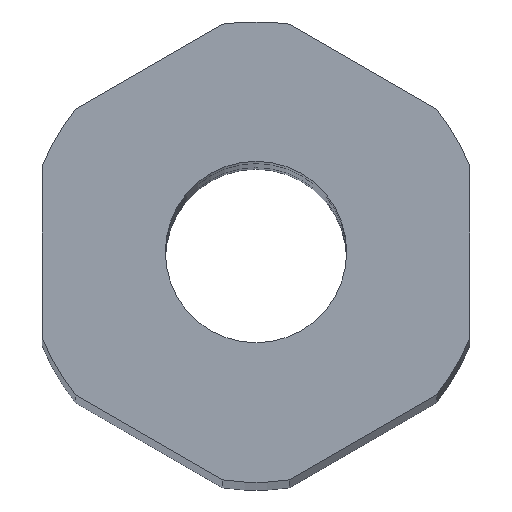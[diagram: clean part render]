
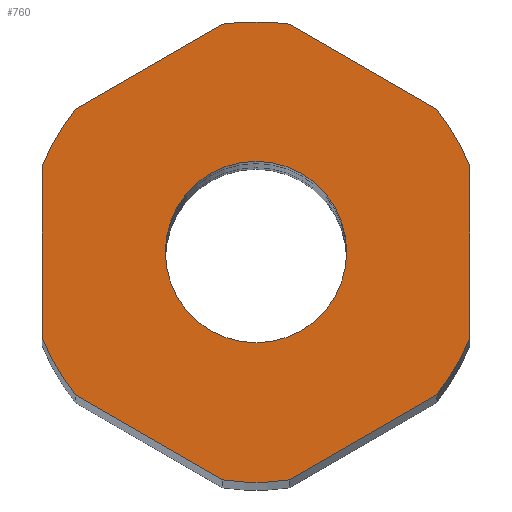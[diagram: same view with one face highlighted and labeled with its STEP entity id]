
A CAD part, top view. The second image highlights one B-rep face of the part: STEP entity #760.
In plain terms, the highlighted planar face has unit normal (0, 0, 1).
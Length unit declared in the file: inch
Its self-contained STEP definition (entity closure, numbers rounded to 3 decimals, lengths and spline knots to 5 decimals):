
#3 = DIRECTION ( 'NONE',  ( 0., 1., 0. ) ) ;
#12 = ORIENTED_EDGE ( 'NONE', *, *, #718, .T. ) ;
#17 = VERTEX_POINT ( 'NONE', #393 ) ;
#18 = VERTEX_POINT ( 'NONE', #95 ) ;
#20 = CARTESIAN_POINT ( 'NONE',  ( 0., 0., 2. ) ) ;
#21 = AXIS2_PLACEMENT_3D ( 'NONE', #289, #543, #124 ) ;
#28 = ORIENTED_EDGE ( 'NONE', *, *, #353, .T. ) ;
#44 = DIRECTION ( 'NONE',  ( 0., 0., 1. ) ) ;
#49 = CIRCLE ( 'NONE', #710, 0.20177 ) ;
#52 = FACE_OUTER_BOUND ( 'NONE', #164, .T. ) ;
#64 = CARTESIAN_POINT ( 'NONE',  ( 0.1875, -0.07454, 2. ) ) ;
#78 = EDGE_CURVE ( 'NONE', #252, #709, #376, .T. ) ;
#89 = ORIENTED_EDGE ( 'NONE', *, *, #183, .T. ) ;
#91 = CARTESIAN_POINT ( 'NONE',  ( -0.09375, 0.16238, 2. ) ) ;
#92 = EDGE_CURVE ( 'NONE', #139, #18, #706, .T. ) ;
#95 = CARTESIAN_POINT ( 'NONE',  ( -0.1875, -0.07454, 2. ) ) ;
#105 = CARTESIAN_POINT ( 'NONE',  ( -0.1875, 0., 2. ) ) ;
#106 = ORIENTED_EDGE ( 'NONE', *, *, #138, .T. ) ;
#122 = EDGE_CURVE ( 'NONE', #752, #402, #431, .T. ) ;
#124 = DIRECTION ( 'NONE',  ( 1., 0., 0. ) ) ;
#128 = LINE ( 'NONE', #130, #723 ) ;
#130 = CARTESIAN_POINT ( 'NONE',  ( 0.09375, 0.16238, 2. ) ) ;
#135 = VECTOR ( 'NONE', #698, 39.37008 ) ;
#138 = EDGE_CURVE ( 'NONE', #464, #139, #741, .T. ) ;
#139 = VERTEX_POINT ( 'NONE', #751 ) ;
#143 = CARTESIAN_POINT ( 'NONE',  ( -0.1583, 0.12511, 2. ) ) ;
#153 = DIRECTION ( 'NONE',  ( 0., -1., 0. ) ) ;
#162 = AXIS2_PLACEMENT_3D ( 'NONE', #365, #248, #495 ) ;
#164 = EDGE_LOOP ( 'NONE', ( #229, #758, #28, #89, #714, #106, #413, #12, #530, #196, #638, #317 ) ) ;
#169 = LINE ( 'NONE', #416, #224 ) ;
#172 = CARTESIAN_POINT ( 'NONE',  ( 0.1583, 0.12511, 2. ) ) ;
#180 = VERTEX_POINT ( 'NONE', #726 ) ;
#181 = CARTESIAN_POINT ( 'NONE',  ( -0.09375, -0.16238, 2. ) ) ;
#183 = EDGE_CURVE ( 'NONE', #423, #585, #310, .T. ) ;
#196 = ORIENTED_EDGE ( 'NONE', *, *, #122, .T. ) ;
#199 = CARTESIAN_POINT ( 'NONE',  ( 0.0292, 0.19965, 2. ) ) ;
#210 = CIRCLE ( 'NONE', #631, 0.20177 ) ;
#218 = EDGE_CURVE ( 'NONE', #180, #752, #720, .T. ) ;
#219 = DIRECTION ( 'NONE',  ( 0., 0., 1. ) ) ;
#222 = VECTOR ( 'NONE', #153, 39.37008 ) ;
#224 = VECTOR ( 'NONE', #657, 39.37008 ) ;
#229 = ORIENTED_EDGE ( 'NONE', *, *, #371, .T. ) ;
#236 = CIRCLE ( 'NONE', #162, 0.0795 ) ;
#248 = DIRECTION ( 'NONE',  ( 0., 0., 1. ) ) ;
#252 = VERTEX_POINT ( 'NONE', #362 ) ;
#258 = DIRECTION ( 'NONE',  ( 0., 0., 1. ) ) ;
#265 = DIRECTION ( 'NONE',  ( 1., 0., 0. ) ) ;
#266 = DIRECTION ( 'NONE',  ( 0., 0., 1. ) ) ;
#274 = EDGE_CURVE ( 'NONE', #402, #315, #169, .T. ) ;
#288 = PLANE ( 'NONE',  #648 ) ;
#289 = CARTESIAN_POINT ( 'NONE',  ( 0., 0., 2. ) ) ;
#310 = CIRCLE ( 'NONE', #21, 0.20177 ) ;
#312 = CARTESIAN_POINT ( 'NONE',  ( 0., 0., 2. ) ) ;
#315 = VERTEX_POINT ( 'NONE', #611 ) ;
#316 = EDGE_CURVE ( 'NONE', #471, #17, #236, .T. ) ;
#317 = ORIENTED_EDGE ( 'NONE', *, *, #581, .T. ) ;
#324 = VECTOR ( 'NONE', #716, 39.37008 ) ;
#329 = CARTESIAN_POINT ( 'NONE',  ( 0.0795, 0., 2. ) ) ;
#351 = VERTEX_POINT ( 'NONE', #64 ) ;
#352 = CARTESIAN_POINT ( 'NONE',  ( -0.0292, -0.19965, 2. ) ) ;
#353 = EDGE_CURVE ( 'NONE', #709, #423, #128, .T. ) ;
#362 = CARTESIAN_POINT ( 'NONE',  ( 0.1875, 0.07454, 2. ) ) ;
#365 = CARTESIAN_POINT ( 'NONE',  ( 0., 0., 2. ) ) ;
#368 = AXIS2_PLACEMENT_3D ( 'NONE', #312, #671, #668 ) ;
#371 = EDGE_CURVE ( 'NONE', #351, #252, #555, .T. ) ;
#376 = CIRCLE ( 'NONE', #784, 0.20177 ) ;
#382 = ORIENTED_EDGE ( 'NONE', *, *, #316, .F. ) ;
#389 = EDGE_LOOP ( 'NONE', ( #382, #725 ) ) ;
#393 = CARTESIAN_POINT ( 'NONE',  ( -0.0795, 0., 2. ) ) ;
#399 = LINE ( 'NONE', #91, #135 ) ;
#400 = CARTESIAN_POINT ( 'NONE',  ( 0., 0., 2. ) ) ;
#402 = VERTEX_POINT ( 'NONE', #552 ) ;
#403 = AXIS2_PLACEMENT_3D ( 'NONE', #400, #643, #576 ) ;
#410 = DIRECTION ( 'NONE',  ( 1., 0., 0. ) ) ;
#413 = ORIENTED_EDGE ( 'NONE', *, *, #92, .T. ) ;
#416 = CARTESIAN_POINT ( 'NONE',  ( 0.09375, -0.16238, 2. ) ) ;
#423 = VERTEX_POINT ( 'NONE', #199 ) ;
#431 = CIRCLE ( 'NONE', #446, 0.20177 ) ;
#446 = AXIS2_PLACEMENT_3D ( 'NONE', #703, #266, #748 ) ;
#449 = CIRCLE ( 'NONE', #368, 0.0795 ) ;
#452 = EDGE_CURVE ( 'NONE', #585, #464, #399, .T. ) ;
#460 = VECTOR ( 'NONE', #3, 39.37008 ) ;
#464 = VERTEX_POINT ( 'NONE', #143 ) ;
#470 = DIRECTION ( 'NONE',  ( 1., 0., 0. ) ) ;
#471 = VERTEX_POINT ( 'NONE', #329 ) ;
#485 = DIRECTION ( 'NONE',  ( 1., 0., 0. ) ) ;
#495 = DIRECTION ( 'NONE',  ( 1., 0., 0. ) ) ;
#530 = ORIENTED_EDGE ( 'NONE', *, *, #218, .T. ) ;
#542 = CARTESIAN_POINT ( 'NONE',  ( 0., 0., 2. ) ) ;
#543 = DIRECTION ( 'NONE',  ( 0., 0., 1. ) ) ;
#552 = CARTESIAN_POINT ( 'NONE',  ( 0.0292, -0.19965, 2. ) ) ;
#555 = LINE ( 'NONE', #737, #460 ) ;
#576 = DIRECTION ( 'NONE',  ( 1., 0., 0. ) ) ;
#581 = EDGE_CURVE ( 'NONE', #315, #351, #210, .T. ) ;
#585 = VERTEX_POINT ( 'NONE', #750 ) ;
#611 = CARTESIAN_POINT ( 'NONE',  ( 0.1583, -0.12511, 2. ) ) ;
#631 = AXIS2_PLACEMENT_3D ( 'NONE', #20, #258, #265 ) ;
#638 = ORIENTED_EDGE ( 'NONE', *, *, #274, .T. ) ;
#643 = DIRECTION ( 'NONE',  ( 0., 0., 1. ) ) ;
#648 = AXIS2_PLACEMENT_3D ( 'NONE', #719, #780, #485 ) ;
#657 = DIRECTION ( 'NONE',  ( 0.866, 0.5, 0. ) ) ;
#668 = DIRECTION ( 'NONE',  ( 1., 0., 0. ) ) ;
#671 = DIRECTION ( 'NONE',  ( 0., 0., 1. ) ) ;
#687 = DIRECTION ( 'NONE',  ( -0.866, 0.5, 0. ) ) ;
#698 = DIRECTION ( 'NONE',  ( -0.866, -0.5, 0. ) ) ;
#703 = CARTESIAN_POINT ( 'NONE',  ( 0., 0., 2. ) ) ;
#706 = LINE ( 'NONE', #105, #222 ) ;
#709 = VERTEX_POINT ( 'NONE', #172 ) ;
#710 = AXIS2_PLACEMENT_3D ( 'NONE', #542, #44, #410 ) ;
#714 = ORIENTED_EDGE ( 'NONE', *, *, #452, .T. ) ;
#716 = DIRECTION ( 'NONE',  ( 0.866, -0.5, 0. ) ) ;
#718 = EDGE_CURVE ( 'NONE', #18, #180, #49, .T. ) ;
#719 = CARTESIAN_POINT ( 'NONE',  ( 0., 0., 2. ) ) ;
#720 = LINE ( 'NONE', #181, #324 ) ;
#722 = FACE_BOUND ( 'NONE', #389, .T. ) ;
#723 = VECTOR ( 'NONE', #687, 39.37008 ) ;
#725 = ORIENTED_EDGE ( 'NONE', *, *, #785, .F. ) ;
#726 = CARTESIAN_POINT ( 'NONE',  ( -0.1583, -0.12511, 2. ) ) ;
#737 = CARTESIAN_POINT ( 'NONE',  ( 0.1875, 0., 2. ) ) ;
#741 = CIRCLE ( 'NONE', #403, 0.20177 ) ;
#748 = DIRECTION ( 'NONE',  ( 1., 0., 0. ) ) ;
#750 = CARTESIAN_POINT ( 'NONE',  ( -0.0292, 0.19965, 2. ) ) ;
#751 = CARTESIAN_POINT ( 'NONE',  ( -0.1875, 0.07454, 2. ) ) ;
#752 = VERTEX_POINT ( 'NONE', #352 ) ;
#758 = ORIENTED_EDGE ( 'NONE', *, *, #78, .T. ) ;
#760 = ADVANCED_FACE ( 'NONE', ( #722, #52 ), #288, .T. ) ;
#765 = CARTESIAN_POINT ( 'NONE',  ( 0., 0., 2. ) ) ;
#780 = DIRECTION ( 'NONE',  ( 0., 0., 1. ) ) ;
#784 = AXIS2_PLACEMENT_3D ( 'NONE', #765, #219, #470 ) ;
#785 = EDGE_CURVE ( 'NONE', #17, #471, #449, .T. ) ;
